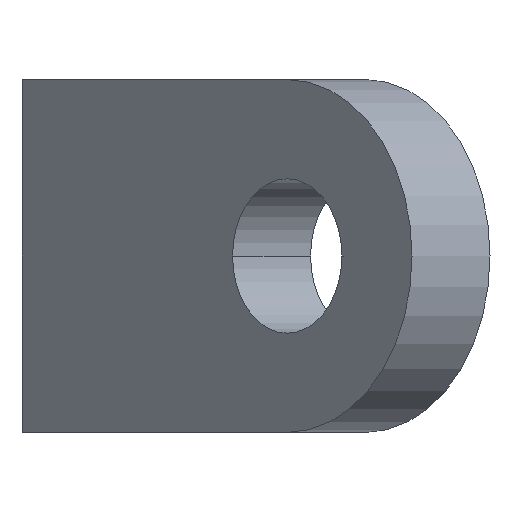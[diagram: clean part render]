
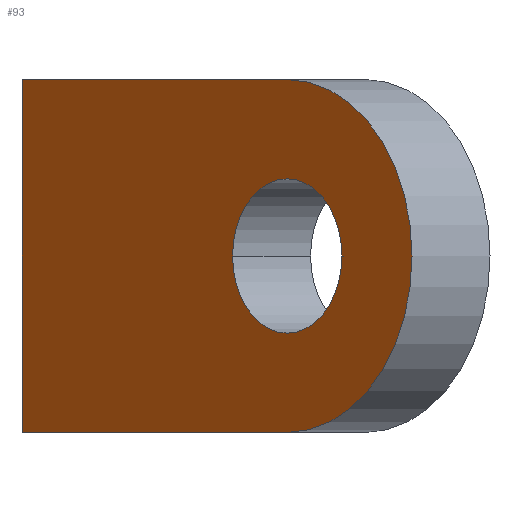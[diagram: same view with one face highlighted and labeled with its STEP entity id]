
A CAD part, front view. The second image highlights one B-rep face of the part: STEP entity #93.
In plain terms, the highlighted planar face has unit normal (-0.707, -0.707, 0).
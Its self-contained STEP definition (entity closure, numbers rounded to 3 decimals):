
#4 = LINE ( 'NONE', #315, #5 ) ;
#5 = VECTOR ( 'NONE', #345, 1000. ) ;
#14 = LINE ( 'NONE', #355, #20 ) ;
#20 = VECTOR ( 'NONE', #308, 1000. ) ;
#36 = LINE ( 'NONE', #324, #199 ) ;
#51 = VERTEX_POINT ( 'NONE', #263 ) ;
#52 = VERTEX_POINT ( 'NONE', #229 ) ;
#56 = VERTEX_POINT ( 'NONE', #245 ) ;
#58 = VERTEX_POINT ( 'NONE', #343 ) ;
#59 = VERTEX_POINT ( 'NONE', #230 ) ;
#63 = VERTEX_POINT ( 'NONE', #269 ) ;
#93 = ADVANCED_FACE ( 'NONE', ( #119, #97 ), #360, .F. ) ;
#97 = FACE_OUTER_BOUND ( 'NONE', #108, .T. ) ;
#108 = EDGE_LOOP ( 'NONE', ( #162, #161, #157, #156 ) ) ;
#109 = EDGE_LOOP ( 'NONE', ( #164, #163 ) ) ;
#119 = FACE_BOUND ( 'NONE', #109, .T. ) ;
#156 = ORIENTED_EDGE ( 'NONE', *, *, #392, .T. ) ;
#157 = ORIENTED_EDGE ( 'NONE', *, *, #448, .F. ) ;
#161 = ORIENTED_EDGE ( 'NONE', *, *, #451, .T. ) ;
#162 = ORIENTED_EDGE ( 'NONE', *, *, #384, .T. ) ;
#163 = ORIENTED_EDGE ( 'NONE', *, *, #453, .T. ) ;
#164 = ORIENTED_EDGE ( 'NONE', *, *, #452, .T. ) ;
#199 = VECTOR ( 'NONE', #281, 1000. ) ;
#203 = CIRCLE ( 'NONE', #416, 4. ) ;
#205 = CIRCLE ( 'NONE', #415, 1.75 ) ;
#207 = CIRCLE ( 'NONE', #414, 1.75 ) ;
#229 = CARTESIAN_POINT ( 'NONE',  ( 7.248, -7.248, 0. ) ) ;
#230 = CARTESIAN_POINT ( 'NONE',  ( 0., 0., 4. ) ) ;
#239 = DIRECTION ( 'NONE',  ( -0.707, -0.707, 0. ) ) ;
#245 = CARTESIAN_POINT ( 'NONE',  ( 6.01, -6.01, -4. ) ) ;
#253 = DIRECTION ( 'NONE',  ( 0.707, 0.707, 0. ) ) ;
#258 = DIRECTION ( 'NONE',  ( -0.707, 0.707, 0. ) ) ;
#263 = CARTESIAN_POINT ( 'NONE',  ( 4.773, -4.773, 0. ) ) ;
#264 = CARTESIAN_POINT ( 'NONE',  ( 6.01, -6.01, 0. ) ) ;
#269 = CARTESIAN_POINT ( 'NONE',  ( 6.01, -6.01, 4. ) ) ;
#281 = DIRECTION ( 'NONE',  ( 0.707, -0.707, 0. ) ) ;
#291 = DIRECTION ( 'NONE',  ( 0.707, 0.707, 0. ) ) ;
#298 = DIRECTION ( 'NONE',  ( -0.707, 0.707, 0. ) ) ;
#308 = DIRECTION ( 'NONE',  ( 0., 0., -1. ) ) ;
#315 = CARTESIAN_POINT ( 'NONE',  ( 0., 0., -4. ) ) ;
#317 = CARTESIAN_POINT ( 'NONE',  ( 6.01, -6.01, 0. ) ) ;
#324 = CARTESIAN_POINT ( 'NONE',  ( 0., 0., 4. ) ) ;
#343 = CARTESIAN_POINT ( 'NONE',  ( 0., 0., -4. ) ) ;
#345 = DIRECTION ( 'NONE',  ( 0.707, -0.707, 0. ) ) ;
#354 = CARTESIAN_POINT ( 'NONE',  ( 6.01, -6.01, 0. ) ) ;
#355 = CARTESIAN_POINT ( 'NONE',  ( 0., 0., 4. ) ) ;
#359 = DIRECTION ( 'NONE',  ( -0.707, 0.707, 0. ) ) ;
#360 = PLANE ( 'NONE',  #425 ) ;
#363 = CARTESIAN_POINT ( 'NONE',  ( 0., 0., 4. ) ) ;
#368 = DIRECTION ( 'NONE',  ( -0.707, 0.707, 0. ) ) ;
#369 = DIRECTION ( 'NONE',  ( 0.707, 0.707, 0. ) ) ;
#384 = EDGE_CURVE ( 'NONE', #58, #56, #4, .T. ) ;
#392 = EDGE_CURVE ( 'NONE', #59, #58, #14, .T. ) ;
#414 = AXIS2_PLACEMENT_3D ( 'NONE', #264, #291, #368 ) ;
#415 = AXIS2_PLACEMENT_3D ( 'NONE', #317, #253, #258 ) ;
#416 = AXIS2_PLACEMENT_3D ( 'NONE', #354, #239, #298 ) ;
#425 = AXIS2_PLACEMENT_3D ( 'NONE', #363, #369, #359 ) ;
#448 = EDGE_CURVE ( 'NONE', #59, #63, #36, .T. ) ;
#451 = EDGE_CURVE ( 'NONE', #56, #63, #203, .T. ) ;
#452 = EDGE_CURVE ( 'NONE', #51, #52, #205, .T. ) ;
#453 = EDGE_CURVE ( 'NONE', #52, #51, #207, .T. ) ;
